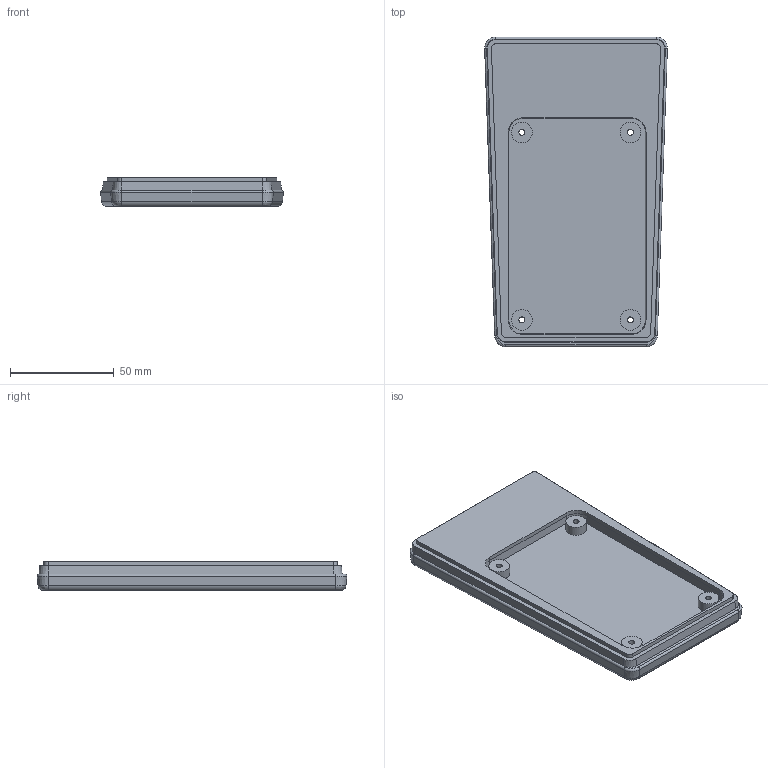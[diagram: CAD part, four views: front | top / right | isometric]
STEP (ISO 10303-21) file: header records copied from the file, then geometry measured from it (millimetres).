
FILE_DESCRIPTION(/* description */ (''),/* implementation_level */ '2;1');
FILE_NAME(/* name */ 'bottom shell.step',/* time_stamp */ '2025-06-23T17:37:01-04:00',/* author */ (''),/* organization */ (''),/* preprocessor_version */ 'ST-DEVELOPER v20.1',/* originating_system */ 'Autodesk Translation Framework v14.10.0.0',/* authorisation */ '');
FILE_SCHEMA (('AUTOMOTIVE_DESIGN { 1 0 10303 214 3 1 1 }'));
Length unit declared in the file: millimetre
Products named in the file (2): engipad; Bottom
Assembly tree (1 placements, depth 2):
  engipad
    Bottom
Bounding box: 88.18 x 149.47 x 13.8 mm (x, y, z)
Volume: 123957.6 mm3; surface area: 33061.3 mm2
Topology: 1 solids, 1 shells, 81 faces, 177 edges, 108 vertices
Faces by surface type: plane 33, cylinder 28, cone 12, torus 4, bspline 4
Full cylindrical faces by diameter (mm): 2.9 x4, 6 x4, 10 x4
Entity records: 2351 total; most frequent: DIRECTION 417, CARTESIAN_POINT 417, ORIENTED_EDGE 354, EDGE_CURVE 177, AXIS2_PLACEMENT_3D 162, VERTEX_POINT 108, EDGE_LOOP 99, LINE 93
